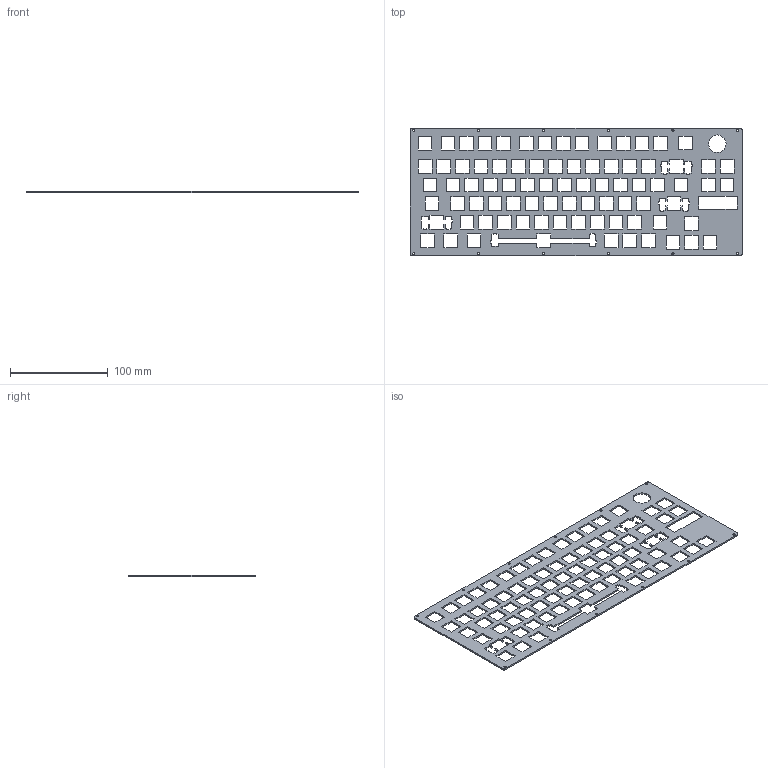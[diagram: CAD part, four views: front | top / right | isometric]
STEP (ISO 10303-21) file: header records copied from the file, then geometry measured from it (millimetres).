
FILE_DESCRIPTION(/* description */ (''),/* implementation_level */ '2;1');
FILE_NAME(/* name */ 'swplate.stp',/* time_stamp */ '2024-07-04T20:57:43-04:00',/* author */ ('Moe'),/* organization */ (''),/* preprocessor_version */ 'ST-DEVELOPER v20',/* originating_system */ 'Autodesk Inventor 2024',/* authorisation */ '');
FILE_SCHEMA (('AUTOMOTIVE_DESIGN { 1 0 10303 214 3 1 1 }'));
Length unit declared in the file: millimetre
Products named in the file (1): swplate
Bounding box: 340 x 131 x 1.6 mm (x, y, z)
Volume: 42445.9 mm3; surface area: 63001.8 mm2
Topology: 1 solids, 1 shells, 523 faces, 1563 edges, 1042 vertices
Faces by surface type: plane 510, cylinder 13
Full cylindrical faces by diameter (mm): 2.2 x12, 18 x1
Entity records: 18201 total; most frequent: CARTESIAN_POINT 3129, ORIENTED_EDGE 3126, DIRECTION 2637, EDGE_CURVE 1563, LINE 1537, VECTOR 1537, VERTEX_POINT 1042, EDGE_LOOP 715
